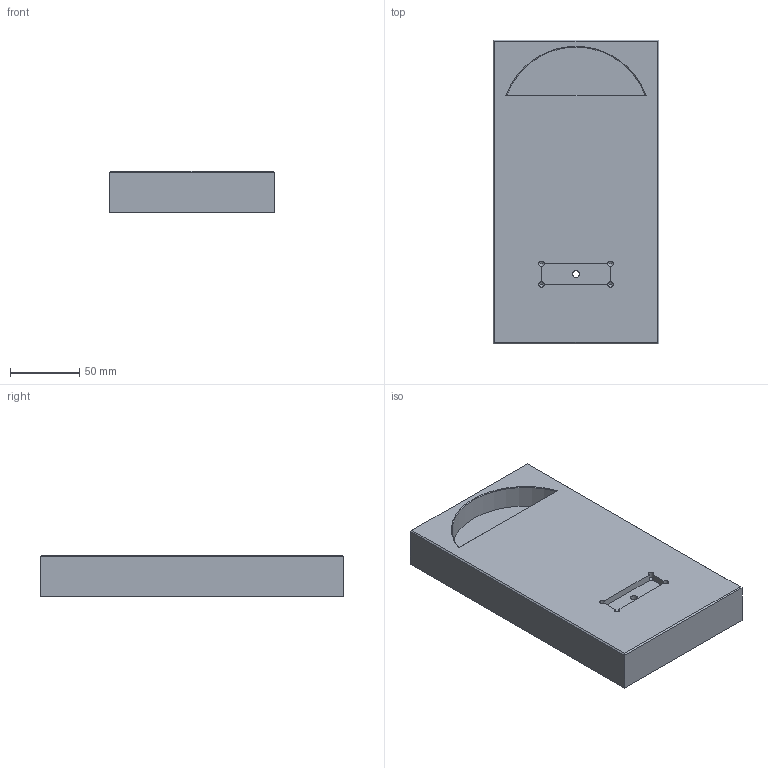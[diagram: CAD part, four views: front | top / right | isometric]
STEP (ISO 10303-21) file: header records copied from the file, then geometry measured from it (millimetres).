
FILE_DESCRIPTION (( 'STEP AP203' ), '1' );
FILE_NAME ('Standfuss PVC Versuch-2.STEP', '2023-08-30T11:44:35', ( '' ), ( '' ), 'SwSTEP 2.0', 'SolidWorks 2020', '' );
FILE_SCHEMA (( 'CONFIG_CONTROL_DESIGN' ));
Length unit declared in the file: millimetre
Products named in the file (1): Standfuss PVC Versuch-2
Bounding box: 120 x 220 x 30 mm (x, y, z)
Volume: 743864.5 mm3; surface area: 77763.3 mm2
Topology: 1 solids, 1 shells, 36 faces, 88 edges, 48 vertices
Faces by surface type: plane 18, cylinder 9, cone 9
Entity records: 1064 total; most frequent: DIRECTION 177, CARTESIAN_POINT 171, ORIENTED_EDGE 160, EDGE_CURVE 80, AXIS2_PLACEMENT_3D 62, VECTOR 53, LINE 53, VERTEX_POINT 48
